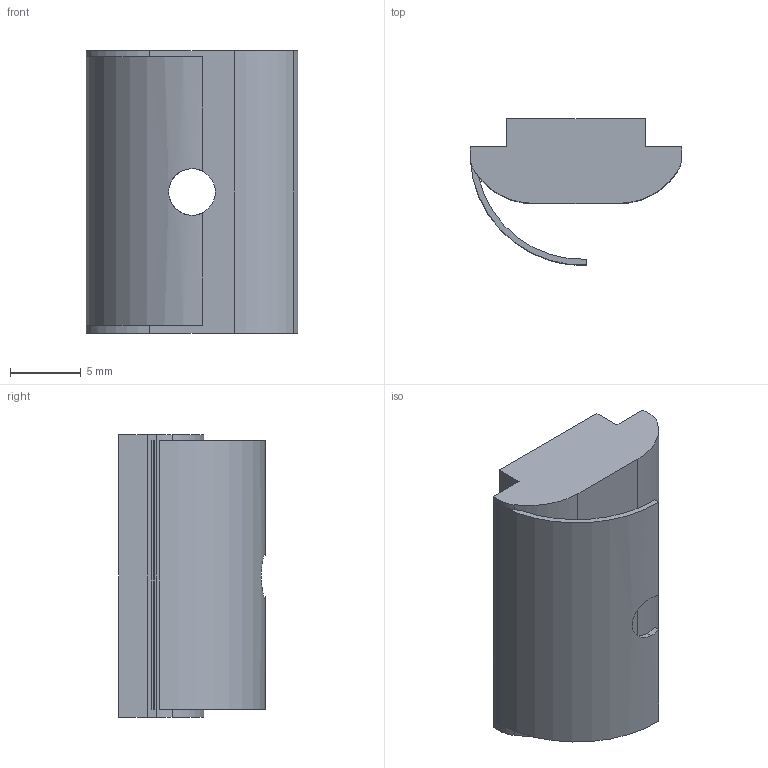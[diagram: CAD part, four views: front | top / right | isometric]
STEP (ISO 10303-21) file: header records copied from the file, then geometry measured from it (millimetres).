
FILE_DESCRIPTION (( 'STEP AP214' ), '1' );
FILE_NAME ('6211305', '2019-02-04T08:31:21', ( '' ), ('JUGARD+KÜNSTNER GmbH'), 'SwSTEP 2.0', 'SolidWorks 2017', '' );
FILE_SCHEMA (( 'AUTOMOTIVE_DESIGN' ));
Length unit declared in the file: millimetre
Products named in the file (1): 6211305_CNAJF00
Bounding box: 15 x 10.36 x 20 mm (x, y, z)
Volume: 1478.2 mm3; surface area: 1371.1 mm2
Topology: 1 solids, 1 shells, 27 faces, 76 edges, 52 vertices
Faces by surface type: plane 14, cylinder 13
Entity records: 1101 total; most frequent: CARTESIAN_POINT 242, ORIENTED_EDGE 152, DIRECTION 140, EDGE_CURVE 76, VERTEX_POINT 52, AXIS2_PLACEMENT_3D 48, VECTOR 44, LINE 44
